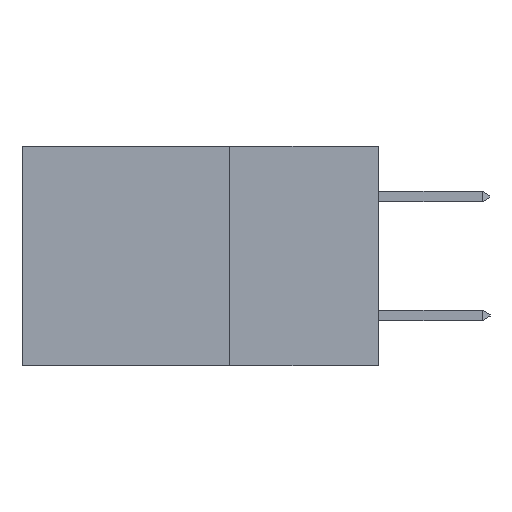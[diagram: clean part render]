
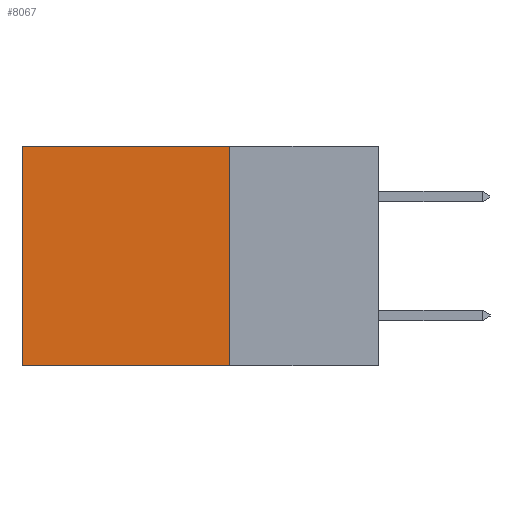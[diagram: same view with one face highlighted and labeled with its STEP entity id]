
A CAD part, left-side view. The second image highlights one B-rep face of the part: STEP entity #8067.
In plain terms, the highlighted planar face has unit normal (-1, 0, 0).
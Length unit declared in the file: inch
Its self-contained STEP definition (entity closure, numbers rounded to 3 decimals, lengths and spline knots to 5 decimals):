
#1240 = DIRECTION ( 'NONE',  ( 0., 0., -1. ) ) ;
#1280 = VECTOR ( 'NONE', #1240, 39.37008 ) ;
#1326 = EDGE_CURVE ( 'NONE', #6845, #2285, #5895, .T. ) ;
#1435 = DIRECTION ( 'NONE',  ( 0., 1., 0. ) ) ;
#1728 = CARTESIAN_POINT ( 'NONE',  ( 0.2615, 0.25, 0. ) ) ;
#1730 = VERTEX_POINT ( 'NONE', #10088 ) ;
#2285 = VERTEX_POINT ( 'NONE', #6048 ) ;
#2300 = LINE ( 'NONE', #10414, #4484 ) ;
#2521 = EDGE_CURVE ( 'NONE', #2285, #1730, #10861, .T. ) ;
#2927 = VERTEX_POINT ( 'NONE', #10419 ) ;
#3177 = CARTESIAN_POINT ( 'NONE',  ( 0.2615, 0.25, -0.37 ) ) ;
#3814 = EDGE_CURVE ( 'NONE', #2927, #1730, #5707, .T. ) ;
#3816 = FACE_OUTER_BOUND ( 'NONE', #8637, .T. ) ;
#4108 = EDGE_CURVE ( 'NONE', #6845, #2927, #2300, .T. ) ;
#4484 = VECTOR ( 'NONE', #1435, 39.37008 ) ;
#5599 = DIRECTION ( 'NONE',  ( 0., 0., -1. ) ) ;
#5707 = LINE ( 'NONE', #9631, #10156 ) ;
#5895 = LINE ( 'NONE', #11540, #1280 ) ;
#6048 = CARTESIAN_POINT ( 'NONE',  ( 0.2615, 0.25, -0.37 ) ) ;
#6161 = VECTOR ( 'NONE', #11480, 39.37008 ) ;
#6817 = DIRECTION ( 'NONE',  ( 0., 0., -1. ) ) ;
#6840 = DIRECTION ( 'NONE',  ( 1., 0., 0. ) ) ;
#6845 = VERTEX_POINT ( 'NONE', #1728 ) ;
#6852 = CARTESIAN_POINT ( 'NONE',  ( 0.2615, 0.25, -0.37 ) ) ;
#6856 = PLANE ( 'NONE',  #10613 ) ;
#8067 = ADVANCED_FACE ( 'NONE', ( #3816 ), #6856, .F. ) ;
#8637 = EDGE_LOOP ( 'NONE', ( #10431, #10524, #10535, #10783 ) ) ;
#9631 = CARTESIAN_POINT ( 'NONE',  ( 0.2615, 0.6, -0.37 ) ) ;
#10088 = CARTESIAN_POINT ( 'NONE',  ( 0.2615, 0.6, -0.37 ) ) ;
#10156 = VECTOR ( 'NONE', #5599, 39.37008 ) ;
#10414 = CARTESIAN_POINT ( 'NONE',  ( 0.2615, 0.25, 0. ) ) ;
#10419 = CARTESIAN_POINT ( 'NONE',  ( 0.2615, 0.6, 0. ) ) ;
#10431 = ORIENTED_EDGE ( 'NONE', *, *, #3814, .T. ) ;
#10524 = ORIENTED_EDGE ( 'NONE', *, *, #2521, .F. ) ;
#10535 = ORIENTED_EDGE ( 'NONE', *, *, #1326, .F. ) ;
#10613 = AXIS2_PLACEMENT_3D ( 'NONE', #6852, #6840, #6817 ) ;
#10783 = ORIENTED_EDGE ( 'NONE', *, *, #4108, .T. ) ;
#10861 = LINE ( 'NONE', #3177, #6161 ) ;
#11480 = DIRECTION ( 'NONE',  ( 0., 1., 0. ) ) ;
#11540 = CARTESIAN_POINT ( 'NONE',  ( 0.2615, 0.25, -0.37 ) ) ;
